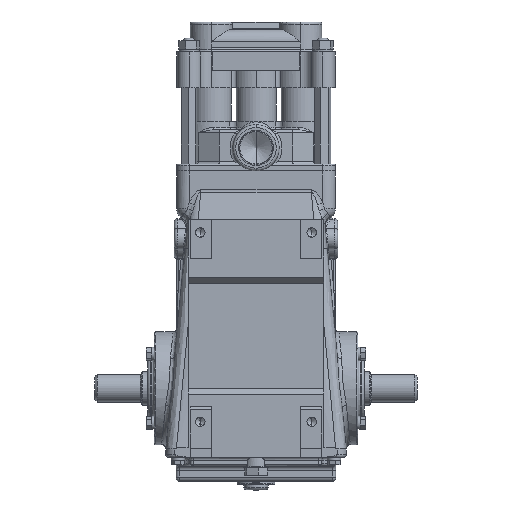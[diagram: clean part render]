
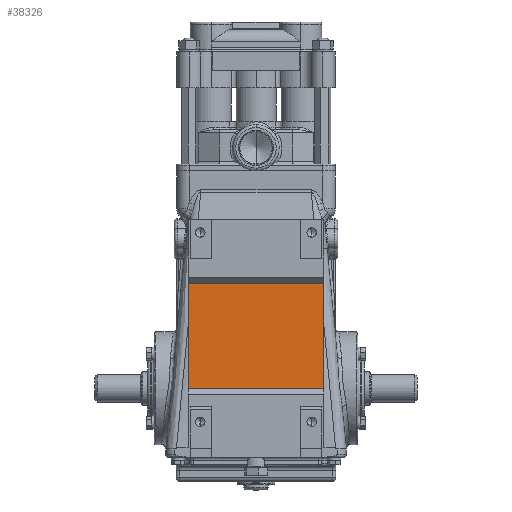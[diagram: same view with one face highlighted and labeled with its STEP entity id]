
A CAD part, front view. The second image highlights one B-rep face of the part: STEP entity #38326.
In plain terms, the highlighted planar face has unit normal (0, -1, 0).
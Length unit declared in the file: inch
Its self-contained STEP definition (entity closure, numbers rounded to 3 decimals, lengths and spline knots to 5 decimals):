
#37858 = VERTEX_POINT ( 'NONE', #42127 ) ;
#37862 = EDGE_CURVE ( 'NONE', #37858, #37863, #42126, .T. ) ;
#37863 = VERTEX_POINT ( 'NONE', #42119 ) ;
#38323 = EDGE_CURVE ( 'NONE', #38363, #38380, #43270, .T. ) ;
#38326 = ADVANCED_FACE ( 'NONE', ( #43312 ), #43294, .F. ) ;
#38330 = EDGE_LOOP ( 'NONE', ( #38332, #38440, #38442, #38443 ) ) ;
#38332 = ORIENTED_EDGE ( 'NONE', *, *, #38336, .T. ) ;
#38336 = EDGE_CURVE ( 'NONE', #38380, #37863, #43076, .T. ) ;
#38363 = VERTEX_POINT ( 'NONE', #43322 ) ;
#38365 = EDGE_CURVE ( 'NONE', #38363, #37858, #43320, .T. ) ;
#38380 = VERTEX_POINT ( 'NONE', #43345 ) ;
#38440 = ORIENTED_EDGE ( 'NONE', *, *, #37862, .F. ) ;
#38442 = ORIENTED_EDGE ( 'NONE', *, *, #38365, .F. ) ;
#38443 = ORIENTED_EDGE ( 'NONE', *, *, #38323, .T. ) ;
#42119 = CARTESIAN_POINT ( 'NONE',  ( -2.4, -2.3062, 2.142 ) ) ;
#42121 = DIRECTION ( 'NONE',  ( -1., 0., 0. ) ) ;
#42123 = VECTOR ( 'NONE', #42121, 39.37008 ) ;
#42125 = CARTESIAN_POINT ( 'NONE',  ( 2.4, -2.3062, 2.142 ) ) ;
#42126 = LINE ( 'NONE', #42125, #42123 ) ;
#42127 = CARTESIAN_POINT ( 'NONE',  ( 2.4, -2.3062, 2.142 ) ) ;
#43075 = DIRECTION ( 'NONE',  ( 0., 0., -1. ) ) ;
#43076 = LINE ( 'NONE', #43093, #43092 ) ;
#43092 = VECTOR ( 'NONE', #43075, 39.37008 ) ;
#43093 = CARTESIAN_POINT ( 'NONE',  ( -2.4, -2.3062, 2.142 ) ) ;
#43267 = DIRECTION ( 'NONE',  ( -1., 0., 0. ) ) ;
#43268 = VECTOR ( 'NONE', #43267, 39.37008 ) ;
#43269 = CARTESIAN_POINT ( 'NONE',  ( 2.4, -2.3062, 5.864 ) ) ;
#43270 = LINE ( 'NONE', #43269, #43268 ) ;
#43290 = DIRECTION ( 'NONE',  ( 0., 0., 1. ) ) ;
#43291 = DIRECTION ( 'NONE',  ( 0., 1., 0. ) ) ;
#43292 = CARTESIAN_POINT ( 'NONE',  ( 2.4, -2.3062, 2.142 ) ) ;
#43293 = AXIS2_PLACEMENT_3D ( 'NONE', #43292, #43291, #43290 ) ;
#43294 = PLANE ( 'NONE',  #43293 ) ;
#43312 = FACE_OUTER_BOUND ( 'NONE', #38330, .T. ) ;
#43317 = DIRECTION ( 'NONE',  ( 0., 0., -1. ) ) ;
#43318 = VECTOR ( 'NONE', #43317, 39.37008 ) ;
#43319 = CARTESIAN_POINT ( 'NONE',  ( 2.4, -2.3062, 2.142 ) ) ;
#43320 = LINE ( 'NONE', #43319, #43318 ) ;
#43322 = CARTESIAN_POINT ( 'NONE',  ( 2.4, -2.3062, 5.864 ) ) ;
#43345 = CARTESIAN_POINT ( 'NONE',  ( -2.4, -2.3062, 5.864 ) ) ;
